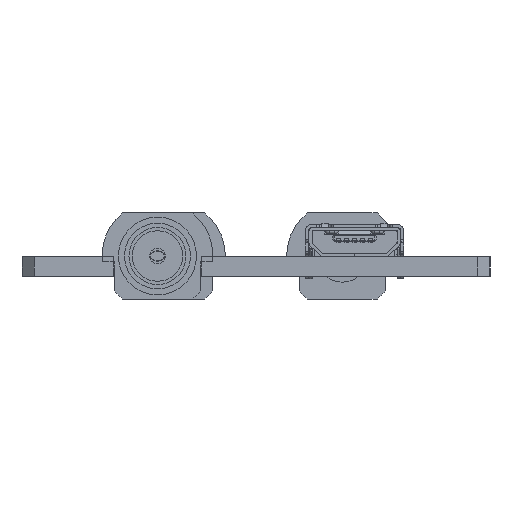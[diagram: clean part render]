
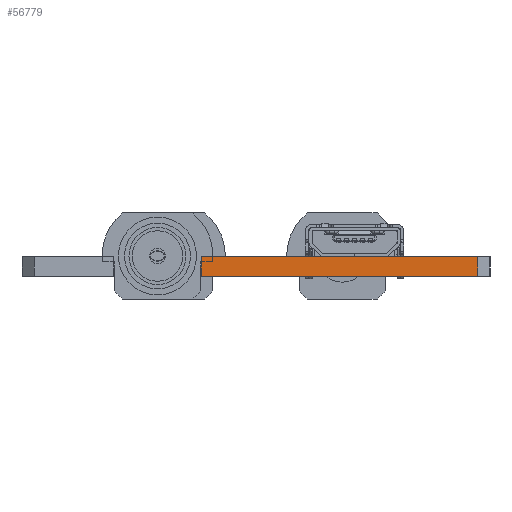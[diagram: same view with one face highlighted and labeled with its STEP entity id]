
A CAD part, left-side view. The second image highlights one B-rep face of the part: STEP entity #56779.
In plain terms, the highlighted planar face has unit normal (-1, 0, 0).
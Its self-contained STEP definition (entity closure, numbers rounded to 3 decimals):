
#50336 = PLANE('',#50337);
#50337 = AXIS2_PLACEMENT_3D('',#50338,#50339,#50340);
#50338 = CARTESIAN_POINT('',(110.48,-46.7,1.6));
#50339 = DIRECTION('',(-0.,-0.,-1.));
#50340 = DIRECTION('',(-1.,0.,0.));
#50390 = PLANE('',#50391);
#50391 = AXIS2_PLACEMENT_3D('',#50392,#50393,#50394);
#50392 = CARTESIAN_POINT('',(110.48,-46.7,0.));
#50393 = DIRECTION('',(-0.,-0.,-1.));
#50394 = DIRECTION('',(-1.,0.,0.));
#50940 = VERTEX_POINT('',#50941);
#50941 = CARTESIAN_POINT('',(43.,-65.,0.));
#50955 = PLANE('',#50956);
#50956 = AXIS2_PLACEMENT_3D('',#50957,#50958,#50959);
#50957 = CARTESIAN_POINT('',(44.,-66.,0.));
#50958 = DIRECTION('',(-0.707,-0.707,0.));
#50959 = DIRECTION('',(-0.707,0.707,0.));
#50967 = EDGE_CURVE('',#50940,#50968,#50970,.T.);
#50968 = VERTEX_POINT('',#50969);
#50969 = CARTESIAN_POINT('',(43.,-42.56,0.));
#50970 = SURFACE_CURVE('',#50971,(#50975,#50982),.PCURVE_S1.);
#50971 = LINE('',#50972,#50973);
#50972 = CARTESIAN_POINT('',(43.,-65.,0.));
#50973 = VECTOR('',#50974,1.);
#50974 = DIRECTION('',(0.,1.,0.));
#50975 = PCURVE('',#50390,#50976);
#50976 = DEFINITIONAL_REPRESENTATION('',(#50977),#50981);
#50977 = LINE('',#50978,#50979);
#50978 = CARTESIAN_POINT('',(67.48,-18.3));
#50979 = VECTOR('',#50980,1.);
#50980 = DIRECTION('',(0.,1.));
#50981 = ( GEOMETRIC_REPRESENTATION_CONTEXT(2) 
PARAMETRIC_REPRESENTATION_CONTEXT() REPRESENTATION_CONTEXT('2D SPACE',''
  ) );
#50982 = PCURVE('',#50983,#50988);
#50983 = PLANE('',#50984);
#50984 = AXIS2_PLACEMENT_3D('',#50985,#50986,#50987);
#50985 = CARTESIAN_POINT('',(43.,-65.,0.));
#50986 = DIRECTION('',(-1.,0.,0.));
#50987 = DIRECTION('',(0.,1.,0.));
#50988 = DEFINITIONAL_REPRESENTATION('',(#50989),#50993);
#50989 = LINE('',#50990,#50991);
#50990 = CARTESIAN_POINT('',(0.,0.));
#50991 = VECTOR('',#50992,1.);
#50992 = DIRECTION('',(1.,0.));
#50993 = ( GEOMETRIC_REPRESENTATION_CONTEXT(2) 
PARAMETRIC_REPRESENTATION_CONTEXT() REPRESENTATION_CONTEXT('2D SPACE',''
  ) );
#51011 = PLANE('',#51012);
#51012 = AXIS2_PLACEMENT_3D('',#51013,#51014,#51015);
#51013 = CARTESIAN_POINT('',(43.,-42.56,0.));
#51014 = DIRECTION('',(0.,1.,0.));
#51015 = DIRECTION('',(1.,0.,0.));
#54212 = VERTEX_POINT('',#54213);
#54213 = CARTESIAN_POINT('',(43.,-65.,1.6));
#54234 = EDGE_CURVE('',#54212,#54235,#54237,.T.);
#54235 = VERTEX_POINT('',#54236);
#54236 = CARTESIAN_POINT('',(43.,-42.56,1.6));
#54237 = SURFACE_CURVE('',#54238,(#54242,#54249),.PCURVE_S1.);
#54238 = LINE('',#54239,#54240);
#54239 = CARTESIAN_POINT('',(43.,-65.,1.6));
#54240 = VECTOR('',#54241,1.);
#54241 = DIRECTION('',(0.,1.,0.));
#54242 = PCURVE('',#50336,#54243);
#54243 = DEFINITIONAL_REPRESENTATION('',(#54244),#54248);
#54244 = LINE('',#54245,#54246);
#54245 = CARTESIAN_POINT('',(67.48,-18.3));
#54246 = VECTOR('',#54247,1.);
#54247 = DIRECTION('',(0.,1.));
#54248 = ( GEOMETRIC_REPRESENTATION_CONTEXT(2) 
PARAMETRIC_REPRESENTATION_CONTEXT() REPRESENTATION_CONTEXT('2D SPACE',''
  ) );
#54249 = PCURVE('',#50983,#54250);
#54250 = DEFINITIONAL_REPRESENTATION('',(#54251),#54255);
#54251 = LINE('',#54252,#54253);
#54252 = CARTESIAN_POINT('',(0.,-1.6));
#54253 = VECTOR('',#54254,1.);
#54254 = DIRECTION('',(1.,0.));
#54255 = ( GEOMETRIC_REPRESENTATION_CONTEXT(2) 
PARAMETRIC_REPRESENTATION_CONTEXT() REPRESENTATION_CONTEXT('2D SPACE',''
  ) );
#56757 = EDGE_CURVE('',#50968,#54235,#56758,.T.);
#56758 = SURFACE_CURVE('',#56759,(#56763,#56770),.PCURVE_S1.);
#56759 = LINE('',#56760,#56761);
#56760 = CARTESIAN_POINT('',(43.,-42.56,0.));
#56761 = VECTOR('',#56762,1.);
#56762 = DIRECTION('',(0.,0.,1.));
#56763 = PCURVE('',#51011,#56764);
#56764 = DEFINITIONAL_REPRESENTATION('',(#56765),#56769);
#56765 = LINE('',#56766,#56767);
#56766 = CARTESIAN_POINT('',(0.,0.));
#56767 = VECTOR('',#56768,1.);
#56768 = DIRECTION('',(0.,-1.));
#56769 = ( GEOMETRIC_REPRESENTATION_CONTEXT(2) 
PARAMETRIC_REPRESENTATION_CONTEXT() REPRESENTATION_CONTEXT('2D SPACE',''
  ) );
#56770 = PCURVE('',#50983,#56771);
#56771 = DEFINITIONAL_REPRESENTATION('',(#56772),#56776);
#56772 = LINE('',#56773,#56774);
#56773 = CARTESIAN_POINT('',(22.44,0.));
#56774 = VECTOR('',#56775,1.);
#56775 = DIRECTION('',(0.,-1.));
#56776 = ( GEOMETRIC_REPRESENTATION_CONTEXT(2) 
PARAMETRIC_REPRESENTATION_CONTEXT() REPRESENTATION_CONTEXT('2D SPACE',''
  ) );
#56779 = ADVANCED_FACE('',(#56780),#50983,.T.);
#56780 = FACE_BOUND('',#56781,.T.);
#56781 = EDGE_LOOP('',(#56782,#56803,#56804,#56805));
#56782 = ORIENTED_EDGE('',*,*,#56783,.T.);
#56783 = EDGE_CURVE('',#50940,#54212,#56784,.T.);
#56784 = SURFACE_CURVE('',#56785,(#56789,#56796),.PCURVE_S1.);
#56785 = LINE('',#56786,#56787);
#56786 = CARTESIAN_POINT('',(43.,-65.,0.));
#56787 = VECTOR('',#56788,1.);
#56788 = DIRECTION('',(0.,0.,1.));
#56789 = PCURVE('',#50983,#56790);
#56790 = DEFINITIONAL_REPRESENTATION('',(#56791),#56795);
#56791 = LINE('',#56792,#56793);
#56792 = CARTESIAN_POINT('',(0.,0.));
#56793 = VECTOR('',#56794,1.);
#56794 = DIRECTION('',(0.,-1.));
#56795 = ( GEOMETRIC_REPRESENTATION_CONTEXT(2) 
PARAMETRIC_REPRESENTATION_CONTEXT() REPRESENTATION_CONTEXT('2D SPACE',''
  ) );
#56796 = PCURVE('',#50955,#56797);
#56797 = DEFINITIONAL_REPRESENTATION('',(#56798),#56802);
#56798 = LINE('',#56799,#56800);
#56799 = CARTESIAN_POINT('',(1.414,0.));
#56800 = VECTOR('',#56801,1.);
#56801 = DIRECTION('',(0.,-1.));
#56802 = ( GEOMETRIC_REPRESENTATION_CONTEXT(2) 
PARAMETRIC_REPRESENTATION_CONTEXT() REPRESENTATION_CONTEXT('2D SPACE',''
  ) );
#56803 = ORIENTED_EDGE('',*,*,#54234,.T.);
#56804 = ORIENTED_EDGE('',*,*,#56757,.F.);
#56805 = ORIENTED_EDGE('',*,*,#50967,.F.);
